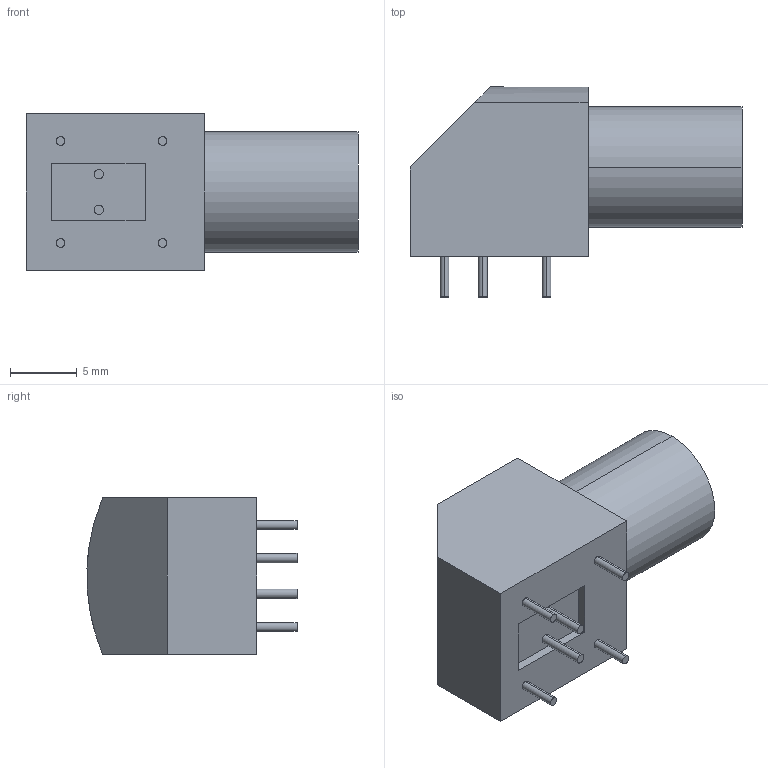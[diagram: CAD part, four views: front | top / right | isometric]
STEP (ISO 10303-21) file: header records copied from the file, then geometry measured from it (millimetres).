
FILE_DESCRIPTION (( 'STEP AP214' ), '1' );
FILE_NAME ('User Library-lemo-epg-0b-3xx-hln.STEP', '2021-05-25T07:32:09', ( '' ), ( '' ), 'SwSTEP 2.0', 'SolidWorks 2021', '' );
FILE_SCHEMA (( 'AUTOMOTIVE_DESIGN' ));
Length unit declared in the file: millimetre
Products named in the file (1): User Library-lemo-epg-0b-3xx-hln
Bounding box: 24.8 x 15.69 x 11.7 mm (x, y, z)
Volume: 2161.1 mm3; surface area: 1652.3 mm2
Topology: 1 solids, 1 shells, 45 faces, 93 edges, 62 vertices
Faces by surface type: cylinder 23, plane 22
Entity records: 1367 total; most frequent: DIRECTION 229, CARTESIAN_POINT 204, ORIENTED_EDGE 186, EDGE_CURVE 93, AXIS2_PLACEMENT_3D 91, VERTEX_POINT 62, EDGE_LOOP 57, VECTOR 47
